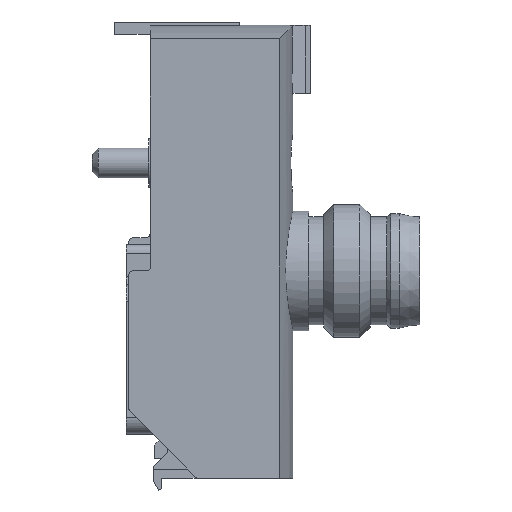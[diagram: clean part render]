
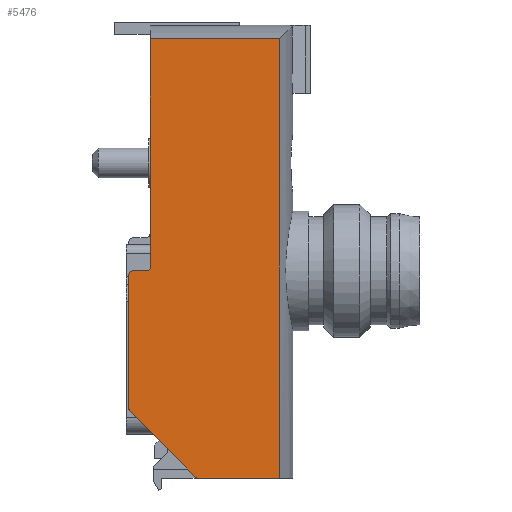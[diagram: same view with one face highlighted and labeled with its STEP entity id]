
A CAD part, top view. The second image highlights one B-rep face of the part: STEP entity #5476.
In plain terms, the highlighted planar face has unit normal (0, 0, 1).
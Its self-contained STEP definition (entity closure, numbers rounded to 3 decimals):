
#70=PLANE('',#5774);
#194=LINE('',#7207,#597);
#352=LINE('',#7701,#755);
#406=LINE('',#7824,#809);
#408=LINE('',#7830,#811);
#413=LINE('',#7847,#816);
#427=LINE('',#7878,#830);
#428=LINE('',#7880,#831);
#597=VECTOR('',#6043,1000.);
#755=VECTOR('',#6361,1000.);
#809=VECTOR('',#6467,1000.);
#811=VECTOR('',#6473,1000.);
#816=VECTOR('',#6492,1000.);
#830=VECTOR('',#6522,1000.);
#831=VECTOR('',#6523,1000.);
#1429=ORIENTED_EDGE('',*,*,#2476,.F.);
#1430=ORIENTED_EDGE('',*,*,#2384,.T.);
#1431=ORIENTED_EDGE('',*,*,#2168,.F.);
#1432=ORIENTED_EDGE('',*,*,#2477,.F.);
#1433=ORIENTED_EDGE('',*,*,#2452,.T.);
#1434=ORIENTED_EDGE('',*,*,#2463,.F.);
#1435=ORIENTED_EDGE('',*,*,#2461,.F.);
#1436=ORIENTED_EDGE('',*,*,#2460,.T.);
#1437=ORIENTED_EDGE('',*,*,#2449,.T.);
#1438=ORIENTED_EDGE('',*,*,#2478,.T.);
#2168=EDGE_CURVE('',#2737,#2738,#194,.T.);
#2384=EDGE_CURVE('',#2923,#2738,#352,.T.);
#2449=EDGE_CURVE('',#2963,#2965,#406,.T.);
#2452=EDGE_CURVE('',#2968,#2967,#408,.T.);
#2460=EDGE_CURVE('',#2972,#2963,#3168,.T.);
#2461=EDGE_CURVE('',#2972,#2973,#413,.T.);
#2463=EDGE_CURVE('',#2973,#2967,#3169,.T.);
#2476=EDGE_CURVE('',#2923,#2982,#427,.T.);
#2477=EDGE_CURVE('',#2968,#2737,#428,.T.);
#2478=EDGE_CURVE('',#2965,#2982,#3170,.T.);
#2737=VERTEX_POINT('',#7206);
#2738=VERTEX_POINT('',#7208);
#2923=VERTEX_POINT('',#7702);
#2963=VERTEX_POINT('',#7819);
#2965=VERTEX_POINT('',#7823);
#2967=VERTEX_POINT('',#7829);
#2968=VERTEX_POINT('',#7831);
#2972=VERTEX_POINT('',#7844);
#2973=VERTEX_POINT('',#7848);
#2982=VERTEX_POINT('',#7879);
#3168=CIRCLE('',#5765,0.3);
#3169=CIRCLE('',#5768,0.2);
#3170=CIRCLE('',#5775,0.3);
#3314=EDGE_LOOP('',(#1429,#1430,#1431,#1432,#1433,#1434,#1435,#1436,#1437,
#1438));
#3577=FACE_BOUND('',#3314,.T.);
#5476=ADVANCED_FACE('',(#3577),#70,.T.);
#5765=AXIS2_PLACEMENT_3D('',#7845,#6488,#6489);
#5768=AXIS2_PLACEMENT_3D('',#7851,#6496,#6497);
#5774=AXIS2_PLACEMENT_3D('',#7877,#6520,#6521);
#5775=AXIS2_PLACEMENT_3D('',#7881,#6524,#6525);
#6043=DIRECTION('',(0.,-1.,0.));
#6361=DIRECTION('',(1.,0.,0.));
#6467=DIRECTION('',(0.,-1.,0.));
#6473=DIRECTION('',(0.,-1.,0.));
#6488=DIRECTION('',(0.,0.,1.));
#6489=DIRECTION('',(1.,0.,0.));
#6492=DIRECTION('',(1.,0.,0.));
#6496=DIRECTION('',(0.,0.,1.));
#6497=DIRECTION('',(1.,0.,0.));
#6520=DIRECTION('',(0.,0.,1.));
#6521=DIRECTION('',(1.,0.,0.));
#6522=DIRECTION('',(-0.707,0.707,0.));
#6523=DIRECTION('',(1.,0.,0.));
#6524=DIRECTION('',(0.,0.,1.));
#6525=DIRECTION('',(1.,0.,0.));
#7206=CARTESIAN_POINT('',(9.077,26.477,4.9));
#7207=CARTESIAN_POINT('',(9.077,27.5,4.9));
#7208=CARTESIAN_POINT('',(9.077,0.,4.9));
#7701=CARTESIAN_POINT('',(2.,0.,4.9));
#7702=CARTESIAN_POINT('',(4.12,0.,4.9));
#7819=CARTESIAN_POINT('',(0.,12.2,4.9));
#7823=CARTESIAN_POINT('',(0.,4.244,4.9));
#7824=CARTESIAN_POINT('',(0.,14.2,4.9));
#7829=CARTESIAN_POINT('',(1.3,12.7,4.9));
#7830=CARTESIAN_POINT('',(1.3,27.5,4.9));
#7831=CARTESIAN_POINT('',(1.3,26.477,4.9));
#7844=CARTESIAN_POINT('',(0.3,12.5,4.9));
#7845=CARTESIAN_POINT('',(0.3,12.2,4.9));
#7847=CARTESIAN_POINT('',(0.3,12.5,4.9));
#7848=CARTESIAN_POINT('',(1.1,12.5,4.9));
#7851=CARTESIAN_POINT('',(1.1,12.7,4.9));
#7877=CARTESIAN_POINT('',(0.3,14.2,4.9));
#7878=CARTESIAN_POINT('',(4.12,0.,4.9));
#7879=CARTESIAN_POINT('',(0.088,4.032,4.9));
#7880=CARTESIAN_POINT('',(12.,26.477,4.9));
#7881=CARTESIAN_POINT('',(0.3,4.244,4.9));
